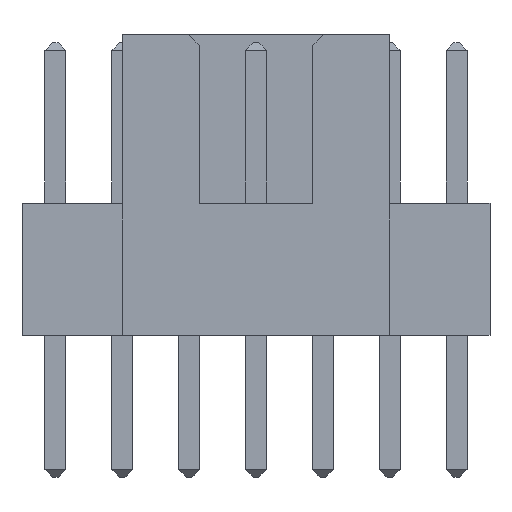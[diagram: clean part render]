
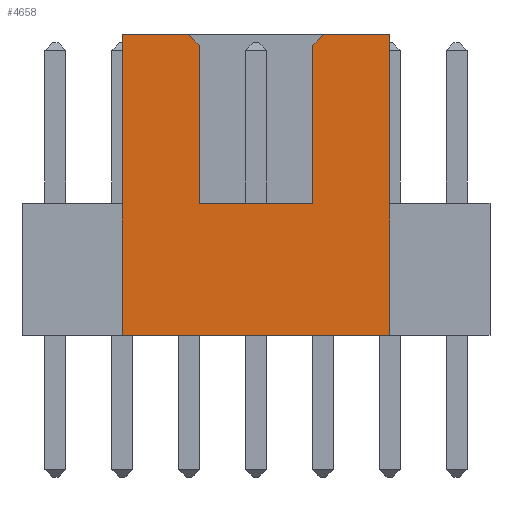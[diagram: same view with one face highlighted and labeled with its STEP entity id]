
A CAD part, left-side view. The second image highlights one B-rep face of the part: STEP entity #4658.
In plain terms, the highlighted planar face has unit normal (-1, 0, 0).
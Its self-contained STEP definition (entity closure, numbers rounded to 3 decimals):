
#1874 = EDGE_CURVE('',#1875,#1877,#1879,.T.);
#1875 = VERTEX_POINT('',#1876);
#1876 = CARTESIAN_POINT('',(-2.51,2.54,0.41));
#1877 = VERTEX_POINT('',#1878);
#1878 = CARTESIAN_POINT('',(-2.51,2.54,6.12));
#1879 = LINE('',#1880,#1881);
#1880 = CARTESIAN_POINT('',(-2.51,2.54,0.41));
#1881 = VECTOR('',#1882,1.);
#1882 = DIRECTION('',(0.,0.,1.));
#1945 = EDGE_CURVE('',#1946,#1948,#1950,.T.);
#1946 = VERTEX_POINT('',#1947);
#1947 = CARTESIAN_POINT('',(-2.51,-1.08,2.92));
#1948 = VERTEX_POINT('',#1949);
#1949 = CARTESIAN_POINT('',(-2.51,1.08,2.92));
#1950 = LINE('',#1951,#1952);
#1951 = CARTESIAN_POINT('',(-2.51,-1.08,2.92));
#1952 = VECTOR('',#1953,1.);
#1953 = DIRECTION('',(0.,1.,0.));
#3408 = VERTEX_POINT('',#3409);
#3409 = CARTESIAN_POINT('',(-2.51,-2.54,0.41));
#3415 = EDGE_CURVE('',#1875,#3408,#3416,.T.);
#3416 = LINE('',#3417,#3418);
#3417 = CARTESIAN_POINT('',(-2.51,2.54,0.41));
#3418 = VECTOR('',#3419,1.);
#3419 = DIRECTION('',(0.,-1.,0.));
#4658 = ADVANCED_FACE('',(#4659),#4716,.T.);
#4659 = FACE_BOUND('',#4660,.T.);
#4660 = EDGE_LOOP('',(#4661,#4662,#4663,#4671,#4679,#4687,#4693,#4694,
    #4702,#4710));
#4661 = ORIENTED_EDGE('',*,*,#1874,.F.);
#4662 = ORIENTED_EDGE('',*,*,#3415,.T.);
#4663 = ORIENTED_EDGE('',*,*,#4664,.T.);
#4664 = EDGE_CURVE('',#3408,#4665,#4667,.T.);
#4665 = VERTEX_POINT('',#4666);
#4666 = CARTESIAN_POINT('',(-2.51,-2.54,6.12));
#4667 = LINE('',#4668,#4669);
#4668 = CARTESIAN_POINT('',(-2.51,-2.54,0.41));
#4669 = VECTOR('',#4670,1.);
#4670 = DIRECTION('',(0.,0.,1.));
#4671 = ORIENTED_EDGE('',*,*,#4672,.F.);
#4672 = EDGE_CURVE('',#4673,#4665,#4675,.T.);
#4673 = VERTEX_POINT('',#4674);
#4674 = CARTESIAN_POINT('',(-2.51,-1.28,6.12));
#4675 = LINE('',#4676,#4677);
#4676 = CARTESIAN_POINT('',(-2.51,2.54,6.12));
#4677 = VECTOR('',#4678,1.);
#4678 = DIRECTION('',(0.,-1.,0.));
#4679 = ORIENTED_EDGE('',*,*,#4680,.T.);
#4680 = EDGE_CURVE('',#4673,#4681,#4683,.T.);
#4681 = VERTEX_POINT('',#4682);
#4682 = CARTESIAN_POINT('',(-2.51,-1.08,5.92));
#4683 = LINE('',#4684,#4685);
#4684 = CARTESIAN_POINT('',(-2.51,-1.28,6.12));
#4685 = VECTOR('',#4686,1.);
#4686 = DIRECTION('',(0.,0.707,-0.707));
#4687 = ORIENTED_EDGE('',*,*,#4688,.T.);
#4688 = EDGE_CURVE('',#4681,#1946,#4689,.T.);
#4689 = LINE('',#4690,#4691);
#4690 = CARTESIAN_POINT('',(-2.51,-1.08,5.92));
#4691 = VECTOR('',#4692,1.);
#4692 = DIRECTION('',(0.,0.,-1.));
#4693 = ORIENTED_EDGE('',*,*,#1945,.T.);
#4694 = ORIENTED_EDGE('',*,*,#4695,.T.);
#4695 = EDGE_CURVE('',#1948,#4696,#4698,.T.);
#4696 = VERTEX_POINT('',#4697);
#4697 = CARTESIAN_POINT('',(-2.51,1.08,5.92));
#4698 = LINE('',#4699,#4700);
#4699 = CARTESIAN_POINT('',(-2.51,1.08,2.92));
#4700 = VECTOR('',#4701,1.);
#4701 = DIRECTION('',(0.,0.,1.));
#4702 = ORIENTED_EDGE('',*,*,#4703,.T.);
#4703 = EDGE_CURVE('',#4696,#4704,#4706,.T.);
#4704 = VERTEX_POINT('',#4705);
#4705 = CARTESIAN_POINT('',(-2.51,1.28,6.12));
#4706 = LINE('',#4707,#4708);
#4707 = CARTESIAN_POINT('',(-2.51,1.08,5.92));
#4708 = VECTOR('',#4709,1.);
#4709 = DIRECTION('',(0.,0.707,0.707));
#4710 = ORIENTED_EDGE('',*,*,#4711,.F.);
#4711 = EDGE_CURVE('',#1877,#4704,#4712,.T.);
#4712 = LINE('',#4713,#4714);
#4713 = CARTESIAN_POINT('',(-2.51,2.54,6.12));
#4714 = VECTOR('',#4715,1.);
#4715 = DIRECTION('',(0.,-1.,0.));
#4716 = PLANE('',#4717);
#4717 = AXIS2_PLACEMENT_3D('',#4718,#4719,#4720);
#4718 = CARTESIAN_POINT('',(-2.51,2.54,0.41));
#4719 = DIRECTION('',(-1.,0.,0.));
#4720 = DIRECTION('',(0.,0.,1.));
